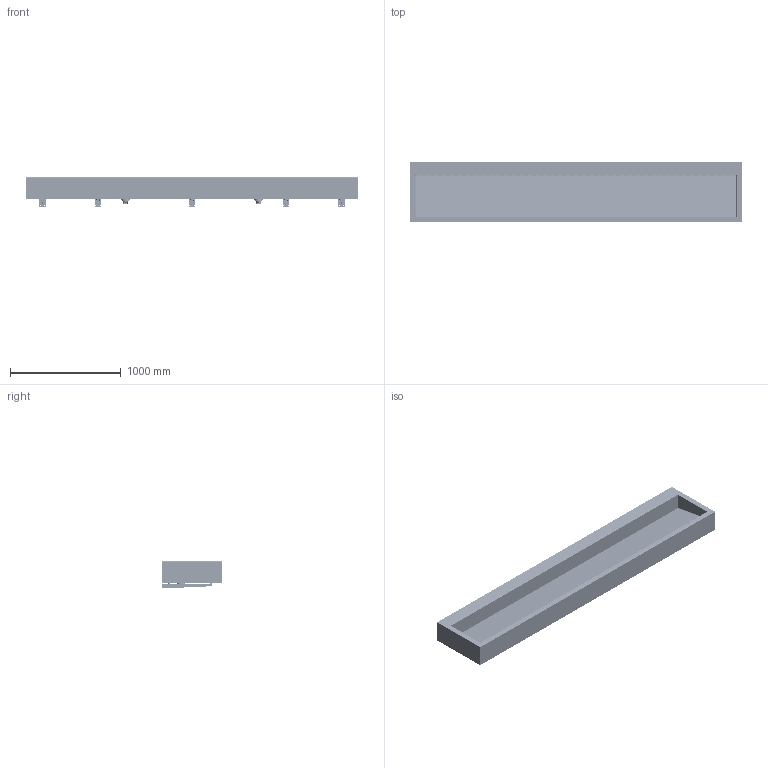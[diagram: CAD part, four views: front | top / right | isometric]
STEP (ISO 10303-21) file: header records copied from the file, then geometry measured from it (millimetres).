
FILE_DESCRIPTION(/* description */ (''),/* implementation_level */ '2;1');
FILE_NAME(/* name */ '3215',/* time_stamp */ '2023-12-17T10:53:06+08:00',/* author */ (''),/* organization */ (''),/* preprocessor_version */ 'ST-DEVELOPER v9',/* originating_system */ 'UGS - NX 4.0',/* authorisation */ '');
FILE_SCHEMA (('CONFIG_CONTROL_DESIGN'));
Products named in the file (1): Admi9404shxz
Bounding box: 3000 x 550 x 265 mm (x, y, z)
Volume: 61946990.2 mm3; surface area: 8834018 mm2
Topology: 66 solids, 66 shells, 1656 faces, 4292 edges, 2825 vertices
Faces by surface type: plane 1076, cylinder 388, bspline 120, torus 48, cone 22, sphere 2
Full cylindrical faces by diameter (mm): 6 x40, 7 x10, 8 x25, 9.5 x20, 38 x10, 38.485 x2, 39.485 x2, 40.485 x2, 41.485 x2, 44.485 x2, 46.986 x2, 47.215 x38, 50 x2, 51.278 x2, 65 x2, 67.636 x2, 69.636 x2, 77 x2
Entity records: 288890 total; most frequent: CARTESIAN_POINT 250421, ORIENTED_EDGE 7898, DIRECTION 7198, EDGE_CURVE 3949, LINE 2734, VECTOR 2734, VERTEX_POINT 2723, AXIS2_PLACEMENT_3D 2232
